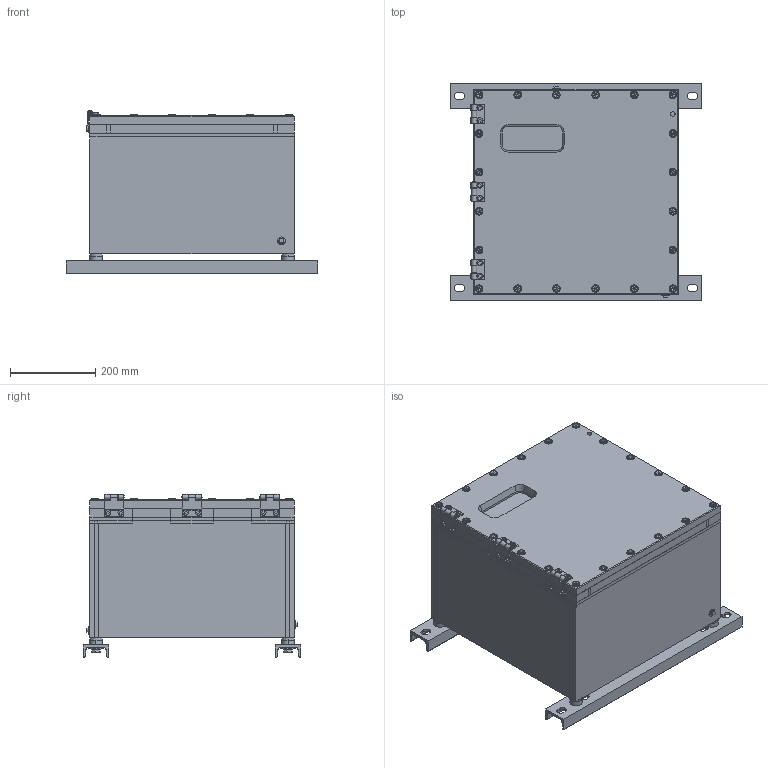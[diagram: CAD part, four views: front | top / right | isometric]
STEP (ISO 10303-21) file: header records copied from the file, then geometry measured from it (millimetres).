
FILE_DESCRIPTION (( 'STEP AP203' ), '1' );
FILE_NAME ('8264-_333-2_10.STEP', '2014-05-23T12:11:42', ( '' ), ( '' ), 'SwSTEP 2.0', 'SolidWorks 2013', '' );
FILE_SCHEMA (( 'CONFIG_CONTROL_DESIGN' ));
Length unit declared in the file: millimetre
Products named in the file (24): 506_228_0; 8264-_333-2__0_Deckel_Atex 142x58; 82_649_01_58_0_180x94x13,5; 82_640_01_26_0; 506_786_0; 82_640_01_26_0_Teil_2; 506_548_0; 82_640_01_26_0_Teil_1; 500_672_0_M 6 x 60; 82_649_03_55_0_NEC; 502_606_0_Vereinfacht M10 x 30; 82_259_46_75_0; 82_649_55_04_3_Standard<Wie bearbeitet>; 502_812_0_Vereinfacht; 82_640_65_01_0-2366139; 8264-_333-2__0_GehaeuseZb_Atex 142x58; 502_084_0; 506_886_0; 500_663_0_M 8 x 16; 502_078_0; 8264-_333-2_10; 82_640_01_26_0_Teil_3; 82_649_06_44_0_82_649_08_44_0; 506_712_0
Assembly tree (84 placements, depth 3):
  8264-_333-2_10
    8264-_333-2__0_GehaeuseZb_Atex 142x58
      82_649_55_04_3_Standard<Wie bearbeitet>
      8264-_333-2__0_Deckel_Atex 142x58
    82_649_03_55_0_NEC
    506_228_0  x8
    502_078_0  x4
    82_640_65_01_0-2366139
    506_712_0  x4
    506_786_0  x4
    500_672_0_M 6 x 60  x4
    82_259_46_75_0  x2
    502_812_0_Vereinfacht  x2
    506_548_0  x2
    506_886_0  x2
    502_606_0_Vereinfacht M10 x 30  x20
    82_649_01_58_0_180x94x13,5
    82_649_06_44_0_82_649_08_44_0  x4
    502_084_0  x4
    82_640_01_26_0  x3
      82_640_01_26_0_Teil_1
      82_640_01_26_0_Teil_2
      82_640_01_26_0_Teil_3
    500_663_0_M 8 x 16  x12
Bounding box: 590 x 510 x 382.5 mm (x, y, z)
Volume: 19047919 mm3; surface area: 3351142.1 mm2
Topology: 124 solids, 124 shells, 2421 faces, 5574 edges, 3422 vertices
Faces by surface type: plane 1181, cylinder 654, cone 328, torus 196, bspline 42, sphere 20
Entity records: 34345 total; most frequent: CARTESIAN_POINT 5689, DIRECTION 5401, ORIENTED_EDGE 4740, EDGE_CURVE 2370, AXIS2_PLACEMENT_3D 1984, VERTEX_POINT 1516, LINE 1433, VECTOR 1433
